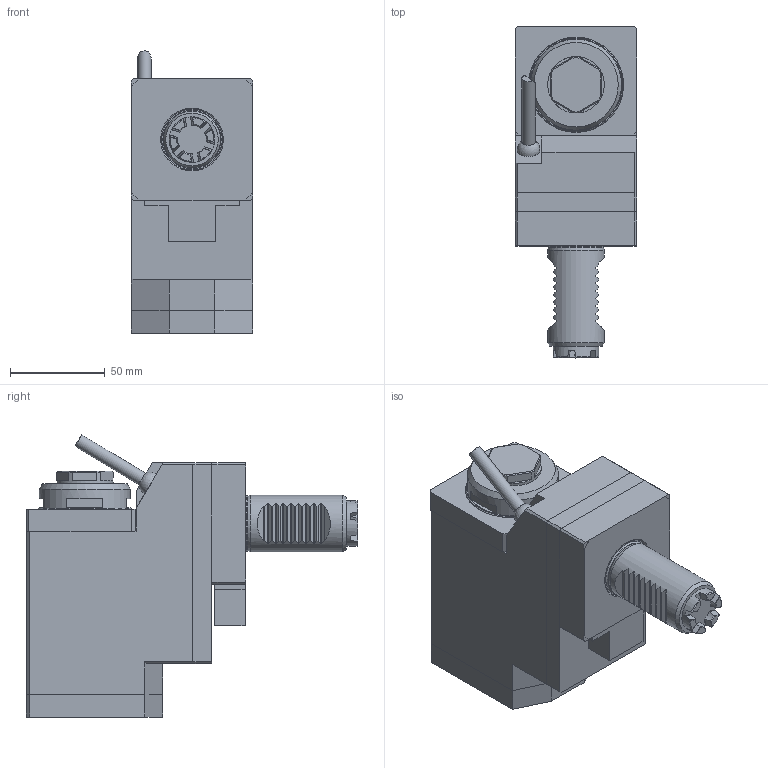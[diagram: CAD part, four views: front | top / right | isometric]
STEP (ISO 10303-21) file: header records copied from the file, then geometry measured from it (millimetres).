
FILE_DESCRIPTION (( 'STEP AP214' ), '1' );
FILE_NAME ('RRPPA30331UB.STEP', '2025-08-28T12:31:20', ( '' ), ( '' ), 'SwSTEP 2.0', 'SolidWorks 2023', '' );
FILE_SCHEMA (( 'AUTOMOTIVE_DESIGN' ));
Length unit declared in the file: millimetre
Products named in the file (1): RRPPA30331UB
Bounding box: 64 x 175.06 x 148.87 mm (x, y, z)
Volume: 838971.8 mm3; surface area: 75234 mm2
Topology: 1 solids, 1 shells, 603 faces, 1588 edges, 1044 vertices
Faces by surface type: plane 390, bspline 94, cylinder 87, cone 29, torus 2, sphere 1
Full cylindrical faces by diameter (mm): 1.7 x1, 2.1 x1, 4 x1, 6.366 x1, 7 x1, 24 x1, 29.1 x1, 29.8 x1, 30 x1, 34 x1, 38 x1, 38.2 x1, 42 x1, 42.2 x1, 46 x1, 46.2 x1, 48 x1, 50 x1, 50.2 x1
Entity records: 30126 total; most frequent: CARTESIAN_POINT 9832, ORIENTED_EDGE 3070, DIRECTION 2337, EDGE_CURVE 1535, VERTEX_POINT 1025, VECTOR 953, LINE 953, EDGE_LOOP 694
